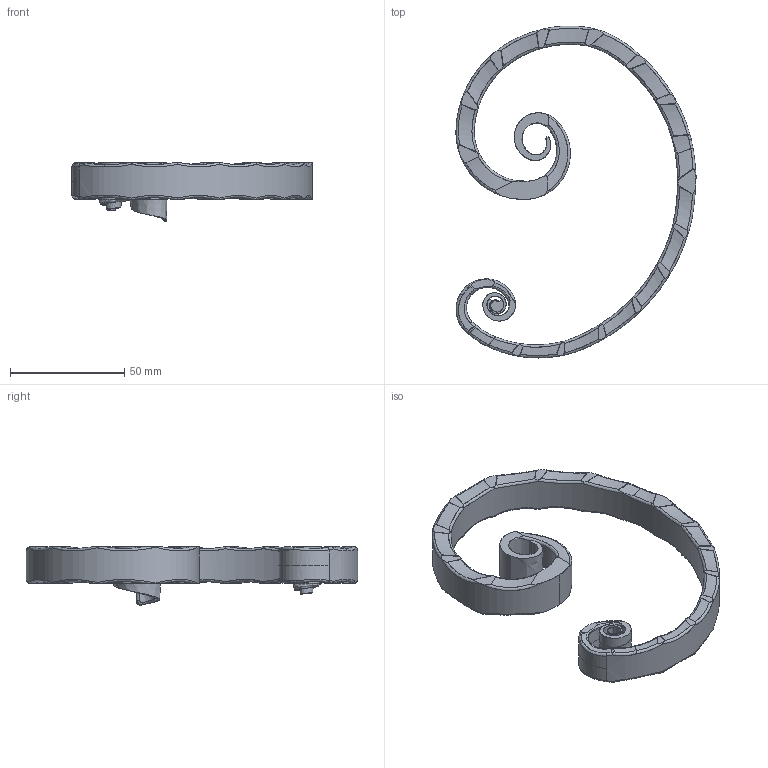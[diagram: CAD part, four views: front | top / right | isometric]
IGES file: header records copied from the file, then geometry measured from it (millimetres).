
Start section: SolidWorks IGES file using analytic representation for surfaces
Global section: file name: 4516.IGS; native system: SolidWorks 2018; preprocessor: SolidWorks 2018; author: Christian; date: 231122.152807; units: millimetre
Bounding box: 104.95 x 145.06 x 25.48 mm (x, y, z)
Surface area: 22142.9 mm2 (no closed solid volume)
Topology: 0 solids, 0 shells, 294 faces, 5127 edges, 5115 vertices
Faces by surface type: bspline 189, revolution 105
